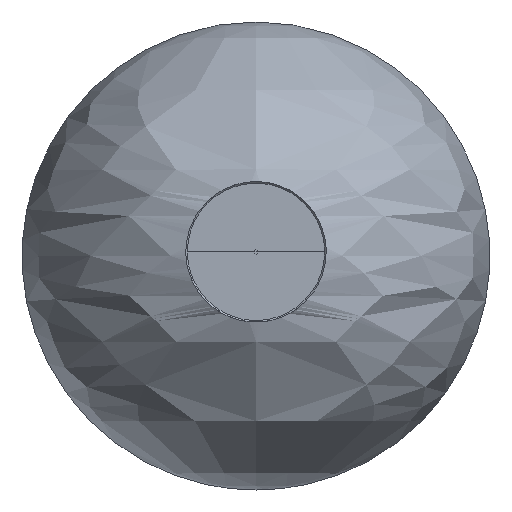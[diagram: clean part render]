
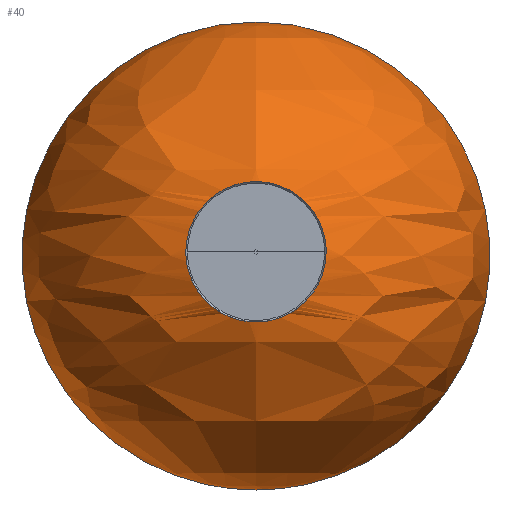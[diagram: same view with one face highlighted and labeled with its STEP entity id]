
A CAD part, top view. The second image highlights one B-rep face of the part: STEP entity #40.
In plain terms, the highlighted free-form (B-spline) face has degree [2, 2] with [5, 5] control points.
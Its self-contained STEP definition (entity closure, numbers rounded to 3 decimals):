
#13=FACE_BOUND('',#71,.T.);
#40=ADVANCED_FACE('',(#55,#13),#212,.T.);
#55=FACE_OUTER_BOUND('',#70,.T.);
#70=EDGE_LOOP('',(#110,#111));
#71=EDGE_LOOP('',(#112));
#110=ORIENTED_EDGE('',*,*,#144,.T.);
#111=ORIENTED_EDGE('',*,*,#142,.F.);
#112=ORIENTED_EDGE('',*,*,#143,.T.);
#142=EDGE_CURVE('',#194,#195,#165,.T.);
#143=EDGE_CURVE('',#196,#196,#180,.T.);
#144=EDGE_CURVE('',#194,#195,#166,.T.);
#165=(
BOUNDED_CURVE()
B_SPLINE_CURVE(2,(#521,#522,#523,#524,#525),.UNSPECIFIED.,.F.,.F.)
B_SPLINE_CURVE_WITH_KNOTS((3,2,3),(-235.619,0.,235.619),
 .UNSPECIFIED.)
CURVE()
GEOMETRIC_REPRESENTATION_ITEM()
RATIONAL_B_SPLINE_CURVE((1.,0.707,1.,0.707,1.))
REPRESENTATION_ITEM('')
);
#166=(
BOUNDED_CURVE()
B_SPLINE_CURVE(2,(#563,#564,#565,#566,#567),.UNSPECIFIED.,.F.,.F.)
B_SPLINE_CURVE_WITH_KNOTS((3,2,3),(-235.619,0.,235.619),
 .UNSPECIFIED.)
CURVE()
GEOMETRIC_REPRESENTATION_ITEM()
RATIONAL_B_SPLINE_CURVE((1.,0.707,1.,0.707,1.))
REPRESENTATION_ITEM('')
);
#180=B_SPLINE_CURVE_WITH_KNOTS('',3,(#526,#527,#528,#529,#530,#531,#532,
#533,#534,#535,#536,#537,#538,#539,#540,#541,#542,#543,#544,#545,#546,#547,
#548,#549,#550,#551,#552,#553,#554,#555,#556,#557,#558,#559,#560,#561,#562),
 .UNSPECIFIED.,.T.,.F.,(4,2,2,2,3,2,2,2,3,2,2,2,3,2,2,2,4),(0.,14.29,
28.581,42.871,57.161,71.451,85.742,
100.032,114.322,128.612,142.903,157.193,
171.483,185.774,200.064,214.354,228.644),
 .UNSPECIFIED.);
#194=VERTEX_POINT('',#518);
#195=VERTEX_POINT('',#519);
#196=VERTEX_POINT('',#520);
#212=(
BOUNDED_SURFACE()
B_SPLINE_SURFACE(2,2,((#468,#469,#470,#471,#472),(#473,#474,#475,#476,#477),
(#478,#479,#480,#481,#482),(#483,#484,#485,#486,#487),(#488,#489,#490,#491,
#492)),.UNSPECIFIED.,.F.,.F.,.F.)
B_SPLINE_SURFACE_WITH_KNOTS((3,2,3),(3,2,3),(0.,235.619,471.239),
(-235.619,0.,235.619),.UNSPECIFIED.)
GEOMETRIC_REPRESENTATION_ITEM()
RATIONAL_B_SPLINE_SURFACE(((1.,0.707,1.,0.707,1.),
(0.707,0.5,0.707,0.5,0.707),(1.,0.707,
1.,0.707,1.),(0.707,0.5,0.707,0.5,0.707),
(1.,0.707,1.,0.707,1.)))
REPRESENTATION_ITEM('')
SURFACE()
);
#468=CARTESIAN_POINT('',(0.,150.,1298.047));
#469=CARTESIAN_POINT('',(150.,150.,1298.047));
#470=CARTESIAN_POINT('',(150.,0.,1298.047));
#471=CARTESIAN_POINT('',(150.,-150.,1298.047));
#472=CARTESIAN_POINT('',(0.,-150.,1298.047));
#473=CARTESIAN_POINT('',(0.,150.,1298.047));
#474=CARTESIAN_POINT('',(150.,150.,1448.047));
#475=CARTESIAN_POINT('',(150.,0.,1448.047));
#476=CARTESIAN_POINT('',(150.,-150.,1448.047));
#477=CARTESIAN_POINT('',(0.,-150.,1298.047));
#478=CARTESIAN_POINT('',(0.,150.,1298.047));
#479=CARTESIAN_POINT('',(0.,150.,1448.047));
#480=CARTESIAN_POINT('',(0.,0.,1448.047));
#481=CARTESIAN_POINT('',(0.,-150.,1448.047));
#482=CARTESIAN_POINT('',(0.,-150.,1298.047));
#483=CARTESIAN_POINT('',(0.,150.,1298.047));
#484=CARTESIAN_POINT('',(-150.,150.,1448.047));
#485=CARTESIAN_POINT('',(-150.,0.,1448.047));
#486=CARTESIAN_POINT('',(-150.,-150.,1448.047));
#487=CARTESIAN_POINT('',(0.,-150.,1298.047));
#488=CARTESIAN_POINT('',(0.,150.,1298.047));
#489=CARTESIAN_POINT('',(-150.,150.,1298.047));
#490=CARTESIAN_POINT('',(-150.,0.,1298.047));
#491=CARTESIAN_POINT('',(-150.,-150.,1298.047));
#492=CARTESIAN_POINT('',(0.,-150.,1298.047));
#518=CARTESIAN_POINT('',(0.,150.,1298.047));
#519=CARTESIAN_POINT('',(0.,-150.,1298.047));
#520=CARTESIAN_POINT('',(0.,36.157,1443.624));
#521=CARTESIAN_POINT('',(0.,150.,1298.047));
#522=CARTESIAN_POINT('',(150.,150.,1298.047));
#523=CARTESIAN_POINT('',(150.,0.,1298.047));
#524=CARTESIAN_POINT('',(150.,-150.,1298.047));
#525=CARTESIAN_POINT('',(0.,-150.,1298.047));
#526=CARTESIAN_POINT('',(0.,36.157,1443.624));
#527=CARTESIAN_POINT('',(4.748,36.157,1443.624));
#528=CARTESIAN_POINT('',(9.45,35.222,1443.624));
#529=CARTESIAN_POINT('',(18.224,31.588,1443.624));
#530=CARTESIAN_POINT('',(22.209,28.924,1443.624));
#531=CARTESIAN_POINT('',(28.924,22.209,1443.624));
#532=CARTESIAN_POINT('',(31.588,18.224,1443.624));
#533=CARTESIAN_POINT('',(35.222,9.45,1443.624));
#534=CARTESIAN_POINT('',(36.157,4.748,1443.624));
#535=CARTESIAN_POINT('',(36.157,0.,1443.624));
#536=CARTESIAN_POINT('',(36.157,-4.748,1443.624));
#537=CARTESIAN_POINT('',(35.222,-9.45,1443.624));
#538=CARTESIAN_POINT('',(31.588,-18.224,1443.624));
#539=CARTESIAN_POINT('',(28.924,-22.209,1443.624));
#540=CARTESIAN_POINT('',(22.209,-28.924,1443.624));
#541=CARTESIAN_POINT('',(18.224,-31.588,1443.624));
#542=CARTESIAN_POINT('',(9.45,-35.222,1443.624));
#543=CARTESIAN_POINT('',(4.748,-36.157,1443.624));
#544=CARTESIAN_POINT('',(0.,-36.157,1443.624));
#545=CARTESIAN_POINT('',(-4.748,-36.157,1443.624));
#546=CARTESIAN_POINT('',(-9.45,-35.222,1443.624));
#547=CARTESIAN_POINT('',(-18.224,-31.588,1443.624));
#548=CARTESIAN_POINT('',(-22.209,-28.924,1443.624));
#549=CARTESIAN_POINT('',(-28.924,-22.209,1443.624));
#550=CARTESIAN_POINT('',(-31.588,-18.224,1443.624));
#551=CARTESIAN_POINT('',(-35.222,-9.45,1443.624));
#552=CARTESIAN_POINT('',(-36.157,-4.748,1443.624));
#553=CARTESIAN_POINT('',(-36.157,0.,1443.624));
#554=CARTESIAN_POINT('',(-36.157,4.748,1443.624));
#555=CARTESIAN_POINT('',(-35.222,9.45,1443.624));
#556=CARTESIAN_POINT('',(-31.588,18.224,1443.624));
#557=CARTESIAN_POINT('',(-28.924,22.209,1443.624));
#558=CARTESIAN_POINT('',(-22.209,28.924,1443.624));
#559=CARTESIAN_POINT('',(-18.224,31.588,1443.624));
#560=CARTESIAN_POINT('',(-9.45,35.222,1443.624));
#561=CARTESIAN_POINT('',(-4.748,36.157,1443.624));
#562=CARTESIAN_POINT('',(0.,36.157,1443.624));
#563=CARTESIAN_POINT('',(0.,150.,1298.047));
#564=CARTESIAN_POINT('',(-150.,150.,1298.047));
#565=CARTESIAN_POINT('',(-150.,0.,1298.047));
#566=CARTESIAN_POINT('',(-150.,-150.,1298.047));
#567=CARTESIAN_POINT('',(0.,-150.,1298.047));
